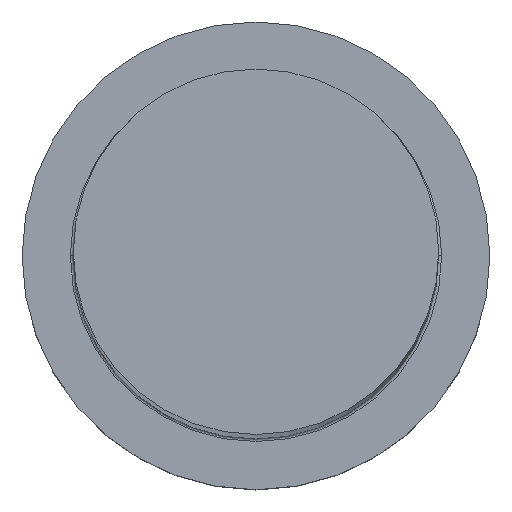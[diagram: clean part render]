
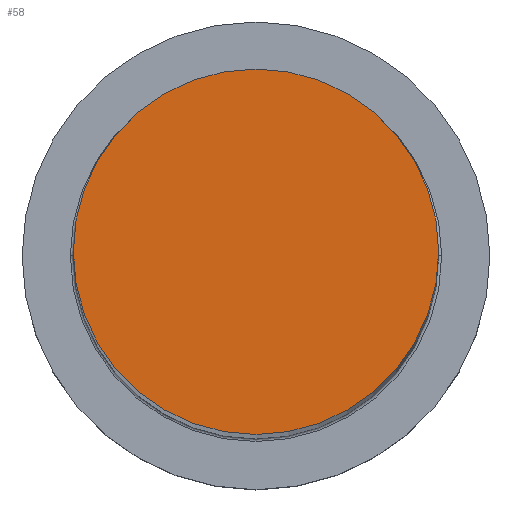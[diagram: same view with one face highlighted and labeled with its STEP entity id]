
A CAD part, top view. The second image highlights one B-rep face of the part: STEP entity #58.
In plain terms, the highlighted planar face has unit normal (0, 0, 1).
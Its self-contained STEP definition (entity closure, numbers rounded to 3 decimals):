
#22 = DIRECTION ( 'NONE',  ( 1., 0., 0. ) ) ;
#33 = EDGE_CURVE ( 'NONE', #228, #85, #305, .T. ) ;
#58 = ADVANCED_FACE ( 'NONE', ( #281 ), #165, .T. ) ;
#66 = DIRECTION ( 'NONE',  ( 1., 0., 0. ) ) ;
#85 = VERTEX_POINT ( 'NONE', #268 ) ;
#94 = DIRECTION ( 'NONE',  ( 0., 0., 1. ) ) ;
#99 = CARTESIAN_POINT ( 'NONE',  ( -12.5, 0., 170. ) ) ;
#125 = DIRECTION ( 'NONE',  ( 0., 0., 1. ) ) ;
#141 = CARTESIAN_POINT ( 'NONE',  ( 0., 0., 170. ) ) ;
#162 = EDGE_LOOP ( 'NONE', ( #199, #256 ) ) ;
#165 = PLANE ( 'NONE',  #177 ) ;
#171 = EDGE_CURVE ( 'NONE', #85, #228, #280, .T. ) ;
#173 = AXIS2_PLACEMENT_3D ( 'NONE', #212, #125, #22 ) ;
#177 = AXIS2_PLACEMENT_3D ( 'NONE', #306, #94, #248 ) ;
#199 = ORIENTED_EDGE ( 'NONE', *, *, #33, .T. ) ;
#207 = DIRECTION ( 'NONE',  ( 0., 0., 1. ) ) ;
#212 = CARTESIAN_POINT ( 'NONE',  ( 0., 0., 170. ) ) ;
#216 = AXIS2_PLACEMENT_3D ( 'NONE', #141, #207, #66 ) ;
#228 = VERTEX_POINT ( 'NONE', #99 ) ;
#248 = DIRECTION ( 'NONE',  ( 1., 0., 0. ) ) ;
#256 = ORIENTED_EDGE ( 'NONE', *, *, #171, .T. ) ;
#268 = CARTESIAN_POINT ( 'NONE',  ( 12.5, 0., 170. ) ) ;
#280 = CIRCLE ( 'NONE', #173, 12.5 ) ;
#281 = FACE_OUTER_BOUND ( 'NONE', #162, .T. ) ;
#305 = CIRCLE ( 'NONE', #216, 12.5 ) ;
#306 = CARTESIAN_POINT ( 'NONE',  ( 0., 0., 170. ) ) ;
